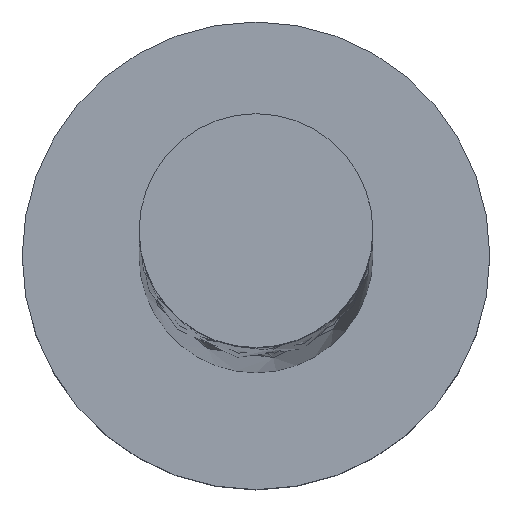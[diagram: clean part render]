
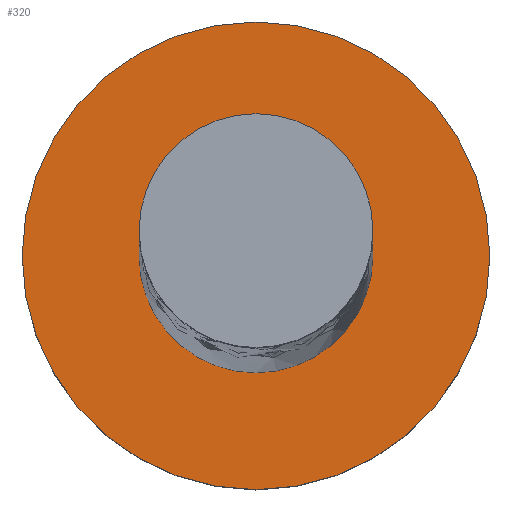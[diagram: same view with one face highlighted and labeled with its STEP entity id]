
A CAD part, top view. The second image highlights one B-rep face of the part: STEP entity #320.
In plain terms, the highlighted planar face has unit normal (0, 0, 1).
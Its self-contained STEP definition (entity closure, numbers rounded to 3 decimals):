
#1 = VERTEX_POINT ( 'NONE', #571 ) ;
#38 = AXIS2_PLACEMENT_3D ( 'NONE', #228, #1679, #1374 ) ;
#47 = ORIENTED_EDGE ( 'NONE', *, *, #1061, .T. ) ;
#71 = CARTESIAN_POINT ( 'NONE',  ( 2., 0., 3. ) ) ;
#92 = EDGE_LOOP ( 'NONE', ( #1198, #1262 ) ) ;
#99 = EDGE_LOOP ( 'NONE', ( #47, #1600 ) ) ;
#126 = CARTESIAN_POINT ( 'NONE',  ( -4., 0., 3. ) ) ;
#187 = CIRCLE ( 'NONE', #1329, 4. ) ;
#213 = DIRECTION ( 'NONE',  ( 1., 0., 0. ) ) ;
#215 = CIRCLE ( 'NONE', #248, 2. ) ;
#228 = CARTESIAN_POINT ( 'NONE',  ( 0., 0., 3. ) ) ;
#248 = AXIS2_PLACEMENT_3D ( 'NONE', #316, #1546, #213 ) ;
#276 = CIRCLE ( 'NONE', #514, 4. ) ;
#316 = CARTESIAN_POINT ( 'NONE',  ( 0., 0., 3. ) ) ;
#320 = ADVANCED_FACE ( 'NONE', ( #765, #1288 ), #379, .T. ) ;
#379 = PLANE ( 'NONE',  #516 ) ;
#514 = AXIS2_PLACEMENT_3D ( 'NONE', #948, #556, #818 ) ;
#516 = AXIS2_PLACEMENT_3D ( 'NONE', #1698, #1559, #1147 ) ;
#556 = DIRECTION ( 'NONE',  ( 0., 0., 1. ) ) ;
#562 = CIRCLE ( 'NONE', #38, 2. ) ;
#571 = CARTESIAN_POINT ( 'NONE',  ( -2., 0., 3. ) ) ;
#642 = VERTEX_POINT ( 'NONE', #126 ) ;
#676 = CARTESIAN_POINT ( 'NONE',  ( 0., 0., 3. ) ) ;
#765 = FACE_BOUND ( 'NONE', #92, .T. ) ;
#818 = DIRECTION ( 'NONE',  ( 1., 0., 0. ) ) ;
#927 = DIRECTION ( 'NONE',  ( 0., 0., 1. ) ) ;
#930 = EDGE_CURVE ( 'NONE', #1549, #1, #215, .T. ) ;
#948 = CARTESIAN_POINT ( 'NONE',  ( 0., 0., 3. ) ) ;
#1061 = EDGE_CURVE ( 'NONE', #642, #1465, #276, .T. ) ;
#1103 = EDGE_CURVE ( 'NONE', #1465, #642, #187, .T. ) ;
#1147 = DIRECTION ( 'NONE',  ( 1., 0., 0. ) ) ;
#1198 = ORIENTED_EDGE ( 'NONE', *, *, #1541, .F. ) ;
#1262 = ORIENTED_EDGE ( 'NONE', *, *, #930, .F. ) ;
#1288 = FACE_OUTER_BOUND ( 'NONE', #99, .T. ) ;
#1329 = AXIS2_PLACEMENT_3D ( 'NONE', #676, #927, #1582 ) ;
#1374 = DIRECTION ( 'NONE',  ( 1., 0., 0. ) ) ;
#1465 = VERTEX_POINT ( 'NONE', #1500 ) ;
#1500 = CARTESIAN_POINT ( 'NONE',  ( 4., 0., 3. ) ) ;
#1541 = EDGE_CURVE ( 'NONE', #1, #1549, #562, .T. ) ;
#1546 = DIRECTION ( 'NONE',  ( 0., 0., 1. ) ) ;
#1549 = VERTEX_POINT ( 'NONE', #71 ) ;
#1559 = DIRECTION ( 'NONE',  ( 0., 0., 1. ) ) ;
#1582 = DIRECTION ( 'NONE',  ( 1., 0., 0. ) ) ;
#1600 = ORIENTED_EDGE ( 'NONE', *, *, #1103, .T. ) ;
#1679 = DIRECTION ( 'NONE',  ( 0., 0., 1. ) ) ;
#1698 = CARTESIAN_POINT ( 'NONE',  ( 0., 0., 3. ) ) ;
